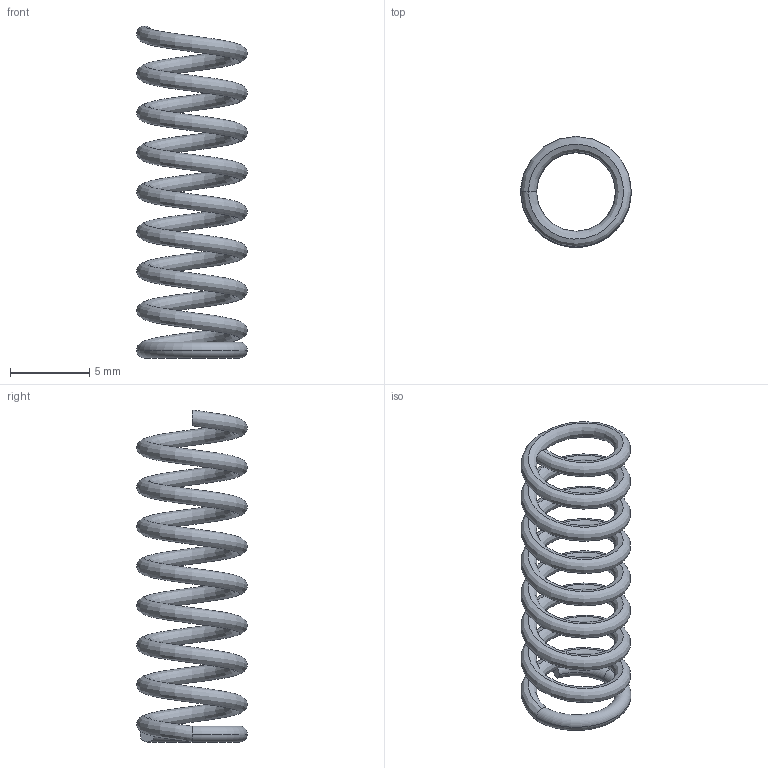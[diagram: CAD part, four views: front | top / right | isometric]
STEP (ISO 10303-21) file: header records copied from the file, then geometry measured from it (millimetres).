
FILE_DESCRIPTION (( 'STEP AP214' ), '1' );
FILE_NAME ('ressort compression.STEP', '2021-03-10T09:29:20', ( '' ), ( '' ), 'SwSTEP 2.0', 'SolidWorks 2016', '' );
FILE_SCHEMA (( 'AUTOMOTIVE_DESIGN' ));
Length unit declared in the file: millimetre
Products named in the file (1): ressort compression
Bounding box: 7 x 7 x 21 mm (x, y, z)
Volume: 127.7 mm3; surface area: 515.5 mm2
Topology: 1 solids, 1 shells, 8 faces, 22 edges, 14 vertices
Faces by surface type: torus 4, bspline 2, plane 2
Entity records: 2880 total; most frequent: CARTESIAN_POINT 2649, DIRECTION 44, ORIENTED_EDGE 44, AXIS2_PLACEMENT_3D 22, EDGE_CURVE 22, CIRCLE 15, VERTEX_POINT 14, EDGE_LOOP 8
